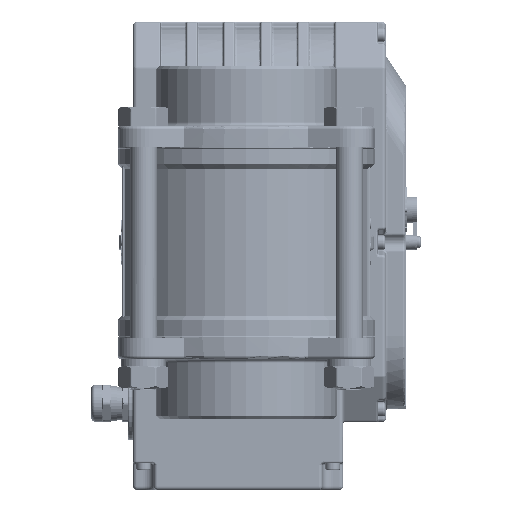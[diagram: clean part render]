
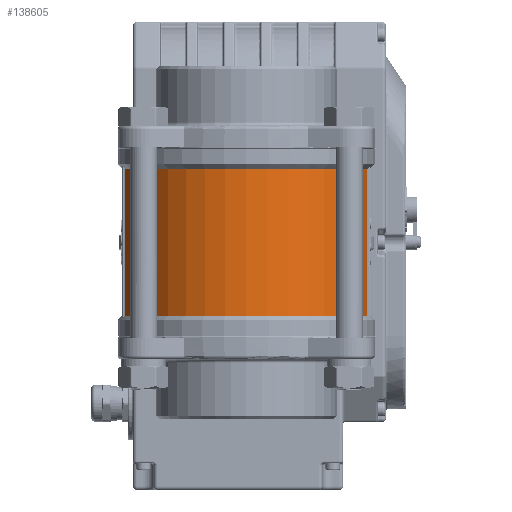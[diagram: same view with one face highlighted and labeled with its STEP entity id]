
A CAD part, front view. The second image highlights one B-rep face of the part: STEP entity #138605.
In plain terms, the highlighted cylindrical face has radius 68 mm (diameter 136 mm), a partial arc.
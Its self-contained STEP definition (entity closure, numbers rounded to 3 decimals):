
#2389 = ORIENTED_EDGE ( 'NONE', *, *, #44350, .T. ) ;
#8121 = CYLINDRICAL_SURFACE ( 'NONE', #305919, 68. ) ;
#10352 = CARTESIAN_POINT ( 'NONE',  ( 0., 0., -40.1 ) ) ;
#28100 = ORIENTED_EDGE ( 'NONE', *, *, #108559, .T. ) ;
#35781 = DIRECTION ( 'NONE',  ( -1., 0., 0. ) ) ;
#37048 = EDGE_CURVE ( 'NONE', #100404, #56318, #154651, .T. ) ;
#44138 = CARTESIAN_POINT ( 'NONE',  ( 66.459, -14.394, -40.1 ) ) ;
#44350 = EDGE_CURVE ( 'NONE', #56318, #212161, #53251, .T. ) ;
#53251 = LINE ( 'NONE', #143336, #247518 ) ;
#56318 = VERTEX_POINT ( 'NONE', #44138 ) ;
#95181 = AXIS2_PLACEMENT_3D ( 'NONE', #138047, #315393, #163607 ) ;
#100404 = VERTEX_POINT ( 'NONE', #201262 ) ;
#102666 = EDGE_CURVE ( 'NONE', #100404, #260625, #229783, .T. ) ;
#108559 = EDGE_CURVE ( 'NONE', #212161, #260625, #275762, .T. ) ;
#116488 = DIRECTION ( 'NONE',  ( 0., 0., 1. ) ) ;
#138047 = CARTESIAN_POINT ( 'NONE',  ( 0., 0., 40.5 ) ) ;
#138605 = ADVANCED_FACE ( 'NONE', ( #190593 ), #8121, .T. ) ;
#143336 = CARTESIAN_POINT ( 'NONE',  ( 66.459, -14.394, -51. ) ) ;
#154651 = CIRCLE ( 'NONE', #199725, 68. ) ;
#163607 = DIRECTION ( 'NONE',  ( 1., 0., 0. ) ) ;
#166869 = ORIENTED_EDGE ( 'NONE', *, *, #37048, .T. ) ;
#167538 = CARTESIAN_POINT ( 'NONE',  ( -66.459, -14.394, -51. ) ) ;
#186132 = DIRECTION ( 'NONE',  ( 1., 0., 0. ) ) ;
#187638 = DIRECTION ( 'NONE',  ( 0., 0., 1. ) ) ;
#190593 = FACE_OUTER_BOUND ( 'NONE', #222112, .T. ) ;
#194303 = DIRECTION ( 'NONE',  ( 0., 0., 1. ) ) ;
#199725 = AXIS2_PLACEMENT_3D ( 'NONE', #10352, #187638, #35781 ) ;
#201262 = CARTESIAN_POINT ( 'NONE',  ( -66.459, -14.394, -40.1 ) ) ;
#210524 = DIRECTION ( 'NONE',  ( 0., 0., 1. ) ) ;
#212161 = VERTEX_POINT ( 'NONE', #253227 ) ;
#221781 = VECTOR ( 'NONE', #116488, 1000. ) ;
#222112 = EDGE_LOOP ( 'NONE', ( #246847, #166869, #2389, #28100 ) ) ;
#229783 = LINE ( 'NONE', #167538, #221781 ) ;
#236018 = CARTESIAN_POINT ( 'NONE',  ( 0., 0., -51. ) ) ;
#239010 = CARTESIAN_POINT ( 'NONE',  ( -66.459, -14.394, 40.5 ) ) ;
#246847 = ORIENTED_EDGE ( 'NONE', *, *, #102666, .F. ) ;
#247518 = VECTOR ( 'NONE', #194303, 1000. ) ;
#253227 = CARTESIAN_POINT ( 'NONE',  ( 66.459, -14.394, 40.5 ) ) ;
#260625 = VERTEX_POINT ( 'NONE', #239010 ) ;
#275762 = CIRCLE ( 'NONE', #95181, 68. ) ;
#305919 = AXIS2_PLACEMENT_3D ( 'NONE', #236018, #210524, #186132 ) ;
#315393 = DIRECTION ( 'NONE',  ( 0., 0., -1. ) ) ;
